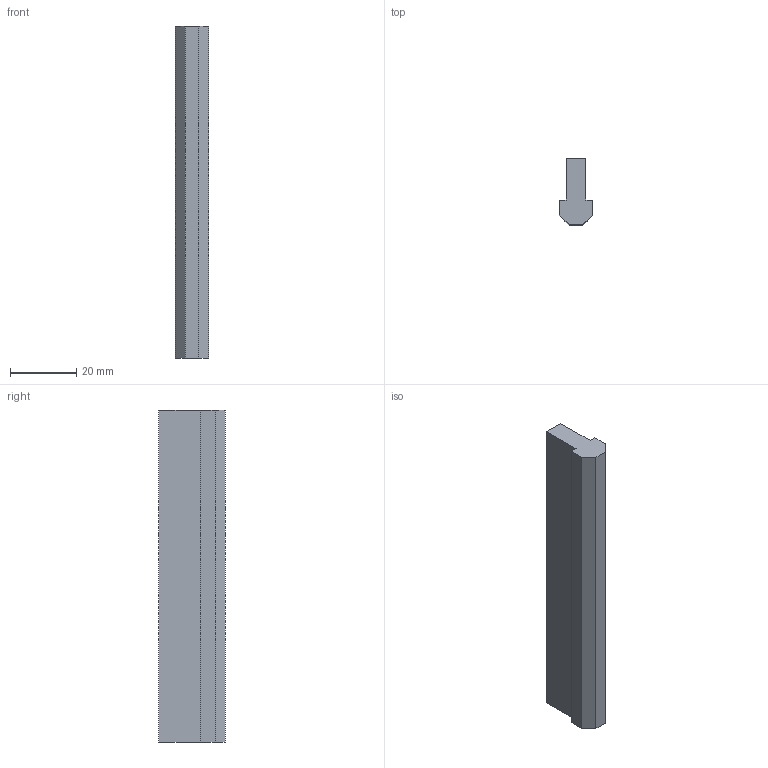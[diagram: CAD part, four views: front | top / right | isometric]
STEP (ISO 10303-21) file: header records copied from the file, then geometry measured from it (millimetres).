
FILE_DESCRIPTION(/* description */ ('Univerzální profil'),/* implementation_level */ '2;1');
FILE_NAME(/* name */ '700620.stp',/* time_stamp */ '2014-08-18T13:56:16+02:00',/* author */ ('jank'),/* organization */ (''),/* preprocessor_version */ 'ST-DEVELOPER v15.2',/* originating_system */ 'Autodesk Inventor 2014',/* authorisation */ '');
FILE_SCHEMA (('CONFIG_CONTROL_DESIGN'));
Length unit declared in the file: millimetre
Products named in the file (2): -700620-1; Sestava1
Bounding box: 10 x 20 x 100 mm (x, y, z)
Volume: 14100 mm3; surface area: 5930.5 mm2
Topology: 1 solids, 1 shells, 12 faces, 30 edges, 20 vertices
Faces by surface type: plane 12
Entity records: 394 total; most frequent: CARTESIAN_POINT 65, ORIENTED_EDGE 60, DIRECTION 60, LINE 30, VECTOR 30, EDGE_CURVE 30, VERTEX_POINT 20, AXIS2_PLACEMENT_3D 15
